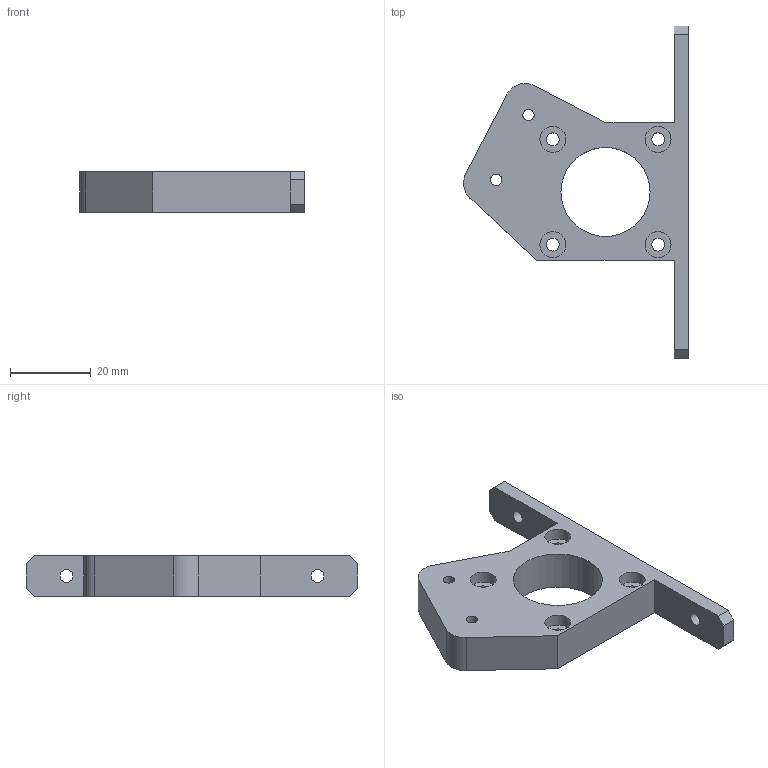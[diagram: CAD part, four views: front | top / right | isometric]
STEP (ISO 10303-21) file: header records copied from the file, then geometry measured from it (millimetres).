
FILE_DESCRIPTION(('FreeCAD Model'),'2;1');
FILE_NAME('y-motor-holder-x1.step', '2019-07-18T17:41:40',('Author'),(''), 'Open CASCADE STEP processor 6.8','FreeCAD','Unknown');
FILE_SCHEMA(('AUTOMOTIVE_DESIGN_CC2 { 1 2 10303 214 -1 1 5 4 }'));
Length unit declared in the file: millimetre
Products named in the file (2): ASSEMBLY; y-motor-holder-NEMA14
Assembly tree (1 placements, depth 2):
  ASSEMBLY
    y-motor-holder-NEMA14
Bounding box: 55.56 x 82 x 10 mm (x, y, z)
Volume: 15188.4 mm3; surface area: 7354.6 mm2
Topology: 1 solids, 1 shells, 43 faces, 99 edges, 66 vertices
Faces by surface type: plane 24, cylinder 19
Full cylindrical faces by diameter (mm): 2.8 x2, 3.2 x6, 6.4 x8, 22 x1
Entity records: 2643 total; most frequent: CARTESIAN_POINT 520, DIRECTION 403, LINE 217, VECTOR 217, ORIENTED_EDGE 198, PCURVE 198, DEFINITIONAL_REPRESENTATION 198, EDGE_CURVE 99
